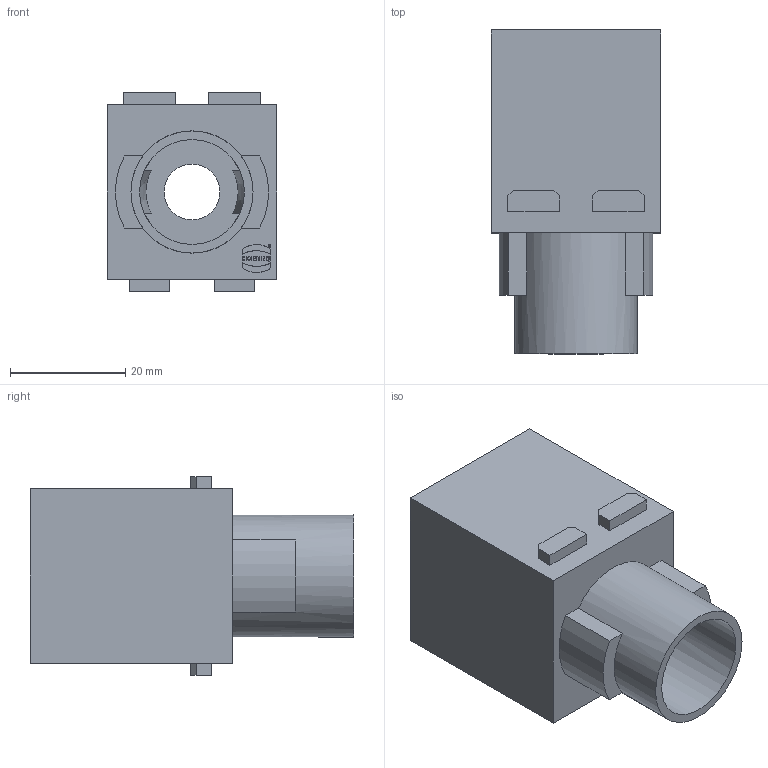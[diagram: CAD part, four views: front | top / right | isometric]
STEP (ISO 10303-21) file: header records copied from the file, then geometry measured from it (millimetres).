
FILE_DESCRIPTION(/* description */ (''),/* implementation_level */ '2;1');
FILE_NAME(/* name */ '100198456ugm000_b.stp',/* time_stamp */ '2017-10-26T14:15:42+02:00',/* author */ (''),/* organization */ (''),/* preprocessor_version */ 'ST-DEVELOPER v16',/* originating_system */ 'SIEMENS PLM Software NX 10.0',/* authorisation */ '');
FILE_SCHEMA (('AUTOMOTIVE_DESIGN { 1 0 10303 214 3 1 1 1 }'));
Length unit declared in the file: millimetre
Products named in the file (1): 100198456ugm000_b
Bounding box: 29.4 x 56.2 x 34.5 mm (x, y, z)
Volume: 14799.4 mm3; surface area: 14044.3 mm2
Topology: 1 solids, 1 shells, 183 faces, 476 edges, 320 vertices
Faces by surface type: plane 159, cylinder 13, bspline 9, cone 2
Full cylindrical faces by diameter (mm): 0.35 x1, 0.491 x1, 9.7 x1, 18.2 x1, 21.2 x1
Entity records: 6411 total; most frequent: CARTESIAN_POINT 1307, ORIENTED_EDGE 940, DIRECTION 840, EDGE_CURVE 470, LINE 406, VECTOR 406, VERTEX_POINT 318, AXIS2_PLACEMENT_3D 217
